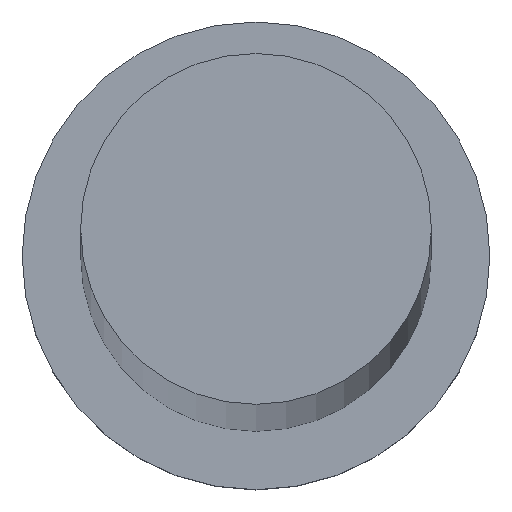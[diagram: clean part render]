
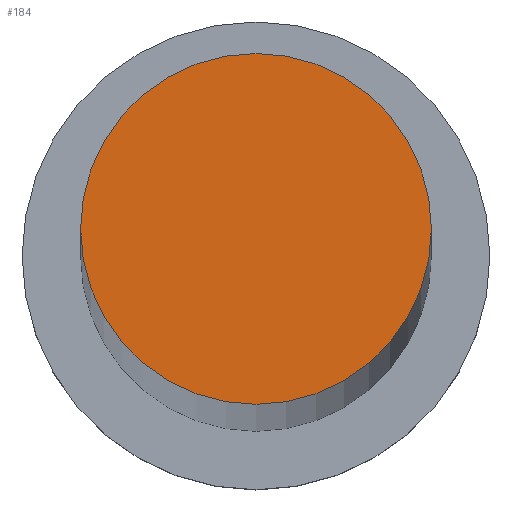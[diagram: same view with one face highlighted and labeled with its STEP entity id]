
A CAD part, top view. The second image highlights one B-rep face of the part: STEP entity #184.
In plain terms, the highlighted planar face has unit normal (0, 0, 1).
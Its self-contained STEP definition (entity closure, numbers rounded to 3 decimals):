
#1 = ORIENTED_EDGE ( 'NONE', *, *, #118, .T. ) ;
#11 = CARTESIAN_POINT ( 'NONE',  ( -9., 0., 800. ) ) ;
#16 = EDGE_LOOP ( 'NONE', ( #119, #1 ) ) ;
#18 = DIRECTION ( 'NONE',  ( 0., 0., 1. ) ) ;
#24 = DIRECTION ( 'NONE',  ( 1., 0., 0. ) ) ;
#25 = DIRECTION ( 'NONE',  ( 0., 0., 1. ) ) ;
#36 = AXIS2_PLACEMENT_3D ( 'NONE', #248, #18, #24 ) ;
#42 = PLANE ( 'NONE',  #36 ) ;
#45 = DIRECTION ( 'NONE',  ( 0., 0., 1. ) ) ;
#100 = CARTESIAN_POINT ( 'NONE',  ( 0., 0., 800. ) ) ;
#101 = DIRECTION ( 'NONE',  ( 1., 0., 0. ) ) ;
#107 = AXIS2_PLACEMENT_3D ( 'NONE', #124, #45, #101 ) ;
#109 = CIRCLE ( 'NONE', #196, 9. ) ;
#116 = CARTESIAN_POINT ( 'NONE',  ( 9., 0., 800. ) ) ;
#118 = EDGE_CURVE ( 'NONE', #182, #250, #238, .T. ) ;
#119 = ORIENTED_EDGE ( 'NONE', *, *, #187, .T. ) ;
#124 = CARTESIAN_POINT ( 'NONE',  ( 0., 0., 800. ) ) ;
#182 = VERTEX_POINT ( 'NONE', #116 ) ;
#184 = ADVANCED_FACE ( 'NONE', ( #241 ), #42, .T. ) ;
#185 = DIRECTION ( 'NONE',  ( 1., 0., 0. ) ) ;
#187 = EDGE_CURVE ( 'NONE', #250, #182, #109, .T. ) ;
#196 = AXIS2_PLACEMENT_3D ( 'NONE', #100, #25, #185 ) ;
#238 = CIRCLE ( 'NONE', #107, 9. ) ;
#241 = FACE_OUTER_BOUND ( 'NONE', #16, .T. ) ;
#248 = CARTESIAN_POINT ( 'NONE',  ( 0., 0., 800. ) ) ;
#250 = VERTEX_POINT ( 'NONE', #11 ) ;
